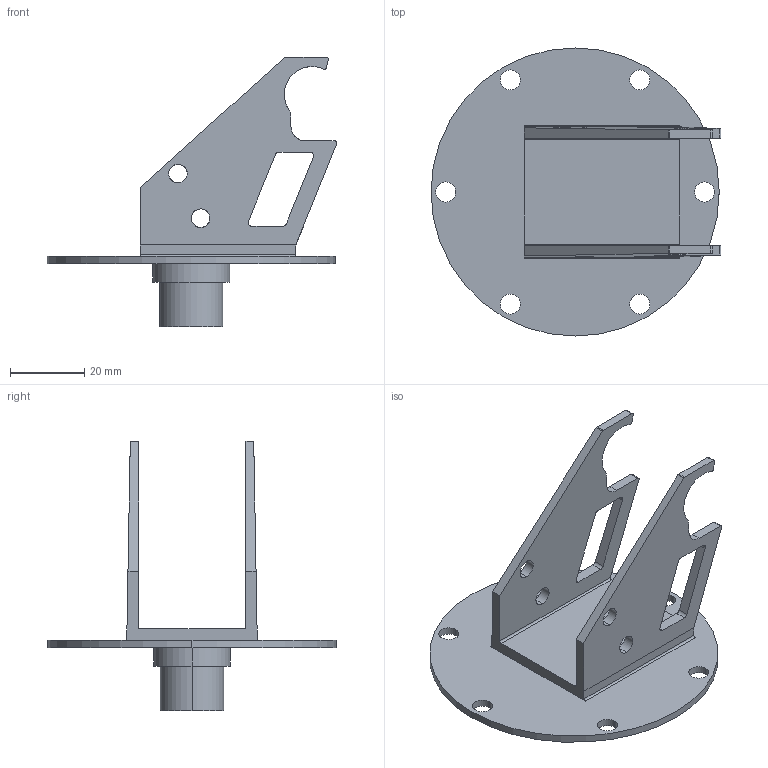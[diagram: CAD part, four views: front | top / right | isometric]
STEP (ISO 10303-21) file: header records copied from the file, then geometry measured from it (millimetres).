
FILE_DESCRIPTION (( 'STEP AP203' ), '1' );
FILE_NAME ('Piviot Hanger export.STEP', '2020-11-15T14:55:40', ( '' ), ( '' ), 'SwSTEP 2.0', 'SolidWorks 2019', '' );
FILE_SCHEMA (( 'CONFIG_CONTROL_DESIGN' ));
Length unit declared in the file: millimetre
Products named in the file (1): Piviot Hanger export
Bounding box: 77.97 x 77.5 x 72.5 mm (x, y, z)
Volume: 25030.6 mm3; surface area: 17739.6 mm2
Topology: 1 solids, 1 shells, 90 faces, 248 edges, 164 vertices
Faces by surface type: cylinder 56, plane 34
Entity records: 2987 total; most frequent: CARTESIAN_POINT 653, ORIENTED_EDGE 496, DIRECTION 442, EDGE_CURVE 248, VERTEX_POINT 164, AXIS2_PLACEMENT_3D 153, VECTOR 136, LINE 136
